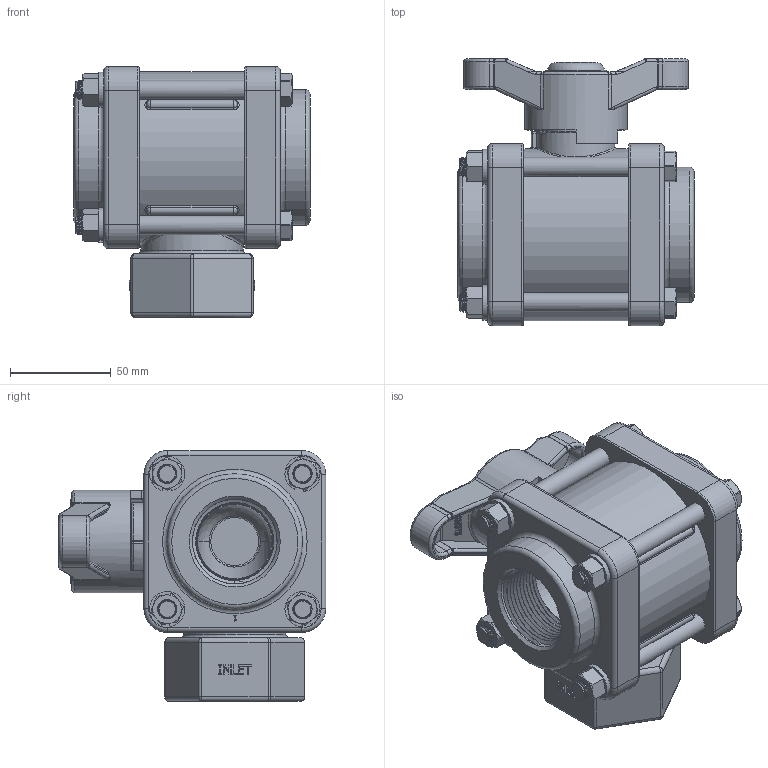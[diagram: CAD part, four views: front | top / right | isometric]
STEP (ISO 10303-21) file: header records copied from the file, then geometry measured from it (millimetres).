
FILE_DESCRIPTION(/* description */ ('1 1/4" NPT SIDE LOAD VALVE ASSEMBLY'),/* implementation_level */ '2;1');
FILE_NAME(/* name */ 'V125SL.stp',/* time_stamp */ '2023-04-20T09:34:41-04:00',/* author */ ('MEG'),/* organization */ (''),/* preprocessor_version */ 'ST-DEVELOPER v18.1',/* originating_system */ 'Autodesk Inventor 2022',/* authorisation */ '');
FILE_SCHEMA (('AUTOMOTIVE_DESIGN { 1 0 10303 214 3 1 1 }'));
Products named in the file (22): V125SL; V20344S; V20344SX; V20017; V20018; V20019; V20020; V20021; V20151M; V20151; V20159; V20163; V20264; V20267; VX20267; V20353C; V20353TS; V20355S; V20355SM; VX20355S; VE20258A; V20060
Assembly tree (33 placements, depth 4):
  V125SL
    V20344S
      V20344SX
    V20017  x4
    V20018  x4
    V20019  x4
    V20020
    V20021
    V20151M
      V20151
    V20159
    V20163
    V20264  x2
    V20267  x2
      VX20267
    V20353C
    V20353TS
    V20355S
      V20355SM
        VX20355S
    VE20258A  x2
    V20060
Bounding box: 117.35 x 132.97 x 124.71 mm (x, y, z)
Volume: 681027.5 mm3; surface area: 200868 mm2
Topology: 29 solids, 29 shells, 2167 faces, 5355 edges, 3340 vertices
Faces by surface type: plane 815, cylinder 537, cone 359, bspline 293, torus 147, sphere 16
Full cylindrical faces by diameter (mm): 4.978 x1, 7.144 x1, 8.128 x1, 8.236 x60, 8.915 x4, 9.525 x64, 10.312 x8, 12.7 x1, 18.898 x1, 19.05 x1, 19.075 x1, 19.304 x1, 21.844 x4, 23.368 x1, 23.495 x1, 23.812 x1, 24.13 x1, 25.4 x2, 25.527 x3, 26.67 x1, 31.75 x1, 31.877 x1, 32.512 x1, 37.084 x2, 37.973 x2, 38.1 x6, 50.546 x2, 50.8 x2, 50.902 x2, 57.404 x2
Entity records: 60105 total; most frequent: CARTESIAN_POINT 23747, ORIENTED_EDGE 7642, DIRECTION 6869, EDGE_CURVE 3821, VERTEX_POINT 2417, AXIS2_PLACEMENT_3D 2342, LINE 2185, VECTOR 2185
